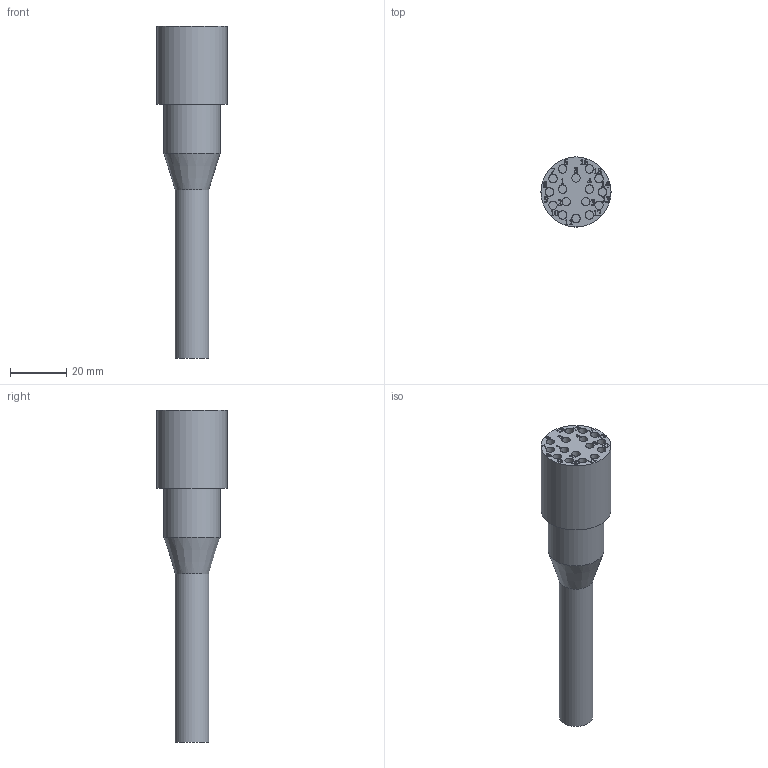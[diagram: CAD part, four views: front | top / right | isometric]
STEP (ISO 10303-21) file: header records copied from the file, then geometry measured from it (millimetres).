
FILE_DESCRIPTION(/* description */ (''),/* implementation_level */ '2;1');
FILE_NAME(/* name */ 'MCIL16F.stp',/* time_stamp */ '2014-11-26T09:33:14+01:00',/* author */ ('sh'),/* organization */ (''),/* preprocessor_version */ 'ST-DEVELOPER v15.2',/* originating_system */ 'Autodesk Inventor 2014',/* authorisation */ '');
FILE_SCHEMA (('AUTOMOTIVE_DESIGN { 1 0 10303 214 3 1 1 }'));
Length unit declared in the file: millimetre
Products named in the file (1): MCIL16F
Bounding box: 25 x 25 x 118.5 mm (x, y, z)
Volume: 27563.2 mm3; surface area: 8551.6 mm2
Topology: 1 solids, 1 shells, 428 faces, 1134 edges, 756 vertices
Faces by surface type: plane 225, bspline 183, cylinder 19, cone 1
Full cylindrical faces by diameter (mm): 3 x16, 12 x1, 20 x1, 25 x1
Entity records: 14596 total; most frequent: CARTESIAN_POINT 5223, ORIENTED_EDGE 2224, DIRECTION 1276, EDGE_CURVE 1112, VERTEX_POINT 754, LINE 708, VECTOR 708, EDGE_LOOP 496
